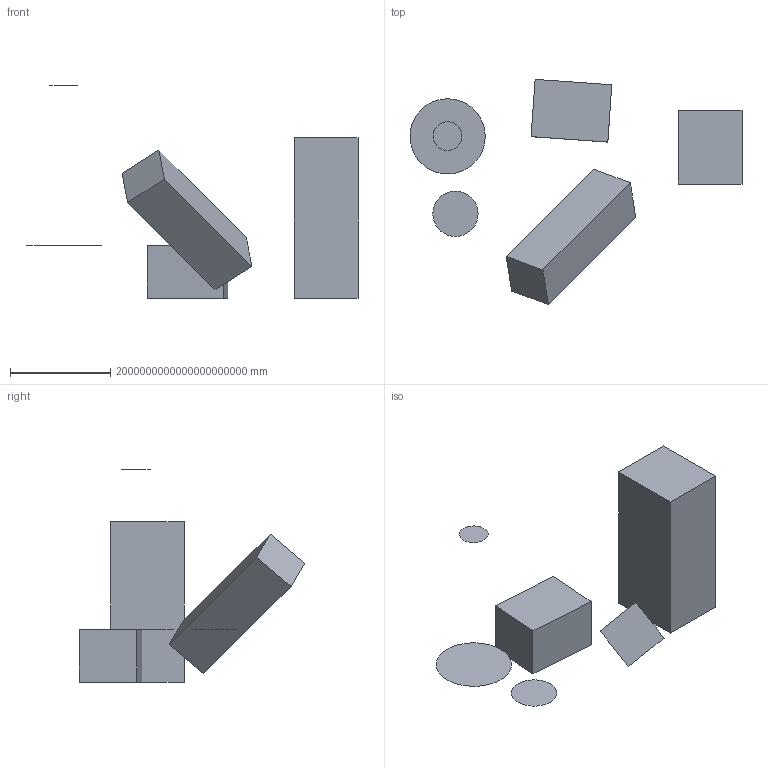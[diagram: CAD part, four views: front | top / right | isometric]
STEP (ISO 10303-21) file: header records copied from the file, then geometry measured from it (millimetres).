
FILE_DESCRIPTION(/* description */ (''),/* implementation_level */ '2;1');
FILE_NAME(/* name */ '3D',/* time_stamp */ '2025-05-22T08:58:03-03:00',/* author */ ('CadZinho'),/* organization */ ('Me'),/* preprocessor_version */ 'ST-DEVELOPER v16.13',/* originating_system */ 'MicroStation Version 10.17.02.450',/* authorisation */ '');
FILE_SCHEMA (('AUTOMOTIVE_DESIGN'));
Products named in the file (6): 3D1; 3D2; 3D3; 3D4; 3D5; 3D6
Bounding box: 6608535791250949799936 x 4486311398506079715328 x 4229795541891870097408 mm (x, y, z)
Volume: 11056190627064819516524077388734917173842773701778499681139032064 mm3
Topology: 5 solids, 6 shells, 24 faces, 39 edges, 27 vertices
Faces by surface type: plane 21, cone 3
Entity records: 739 total; most frequent: DIRECTION 99, CARTESIAN_POINT 98, ORIENTED_EDGE 78, EDGE_CURVE 39, VECTOR 37, LINE 37, AXIS2_PLACEMENT_3D 31, VERTEX_POINT 28
